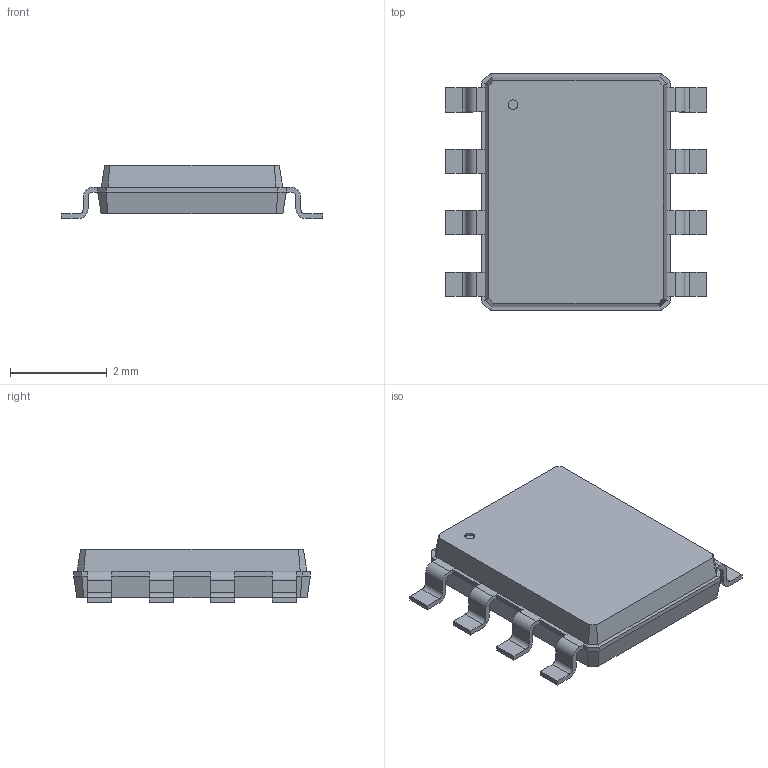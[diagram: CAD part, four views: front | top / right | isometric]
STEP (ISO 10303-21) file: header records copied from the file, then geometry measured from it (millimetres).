
FILE_DESCRIPTION(('FreeCAD Model'),'2;1');
FILE_NAME('Open CASCADE Shape Model','2021-07-02T13:34:33',( 'kicad StepUp'),('ksu MCAD'),'Open CASCADE STEP processor 7.4', 'FreeCAD','Unknown');
FILE_SCHEMA(('AUTOMOTIVE_DESIGN { 1 0 10303 214 1 1 1 1 }'));
Length unit declared in the file: millimetre
Products named in the file (1): SOIC_8_N7_39x49mm_P127mm
Bounding box: 5.4 x 4.9 x 1.1 mm (x, y, z)
Volume: 18.4 mm3; surface area: 63.9 mm2
Topology: 1 solids, 1 shells, 156 faces, 403 edges, 250 vertices
Faces by surface type: plane 123, cylinder 33
Full cylindrical faces by diameter (mm): 0.2 x1
Entity records: 5032 total; most frequent: CARTESIAN_POINT 811, ORIENTED_EDGE 806, DIRECTION 782, EDGE_CURVE 403, LINE 336, VECTOR 336, VERTEX_POINT 250, AXIS2_PLACEMENT_3D 223
